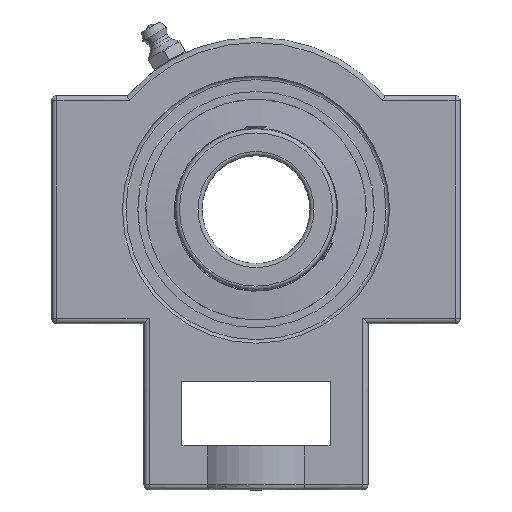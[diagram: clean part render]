
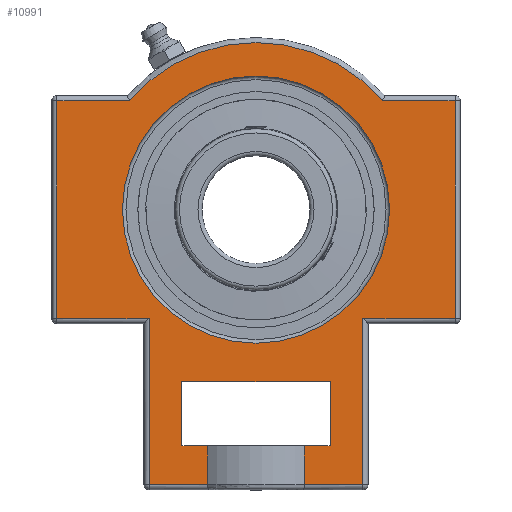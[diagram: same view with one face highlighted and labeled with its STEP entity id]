
A CAD part, top view. The second image highlights one B-rep face of the part: STEP entity #10991.
In plain terms, the highlighted face is planar.
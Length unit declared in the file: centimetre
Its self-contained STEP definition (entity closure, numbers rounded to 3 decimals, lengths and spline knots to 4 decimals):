
#6947=CARTESIAN_POINT('',(-0.,-3.3376,-1.4));
#6948=VERTEX_POINT('',#6947);
#6958=CARTESIAN_POINT('',(0.,3.3376,-1.4));
#6959=VERTEX_POINT('',#6958);
#6960=CARTESIAN_POINT('',(0.,0.,-1.4));
#6961=DIRECTION('',(0.,-0.,1.));
#6962=DIRECTION('',(0.,1.,0.));
#6963=AXIS2_PLACEMENT_3D('',#6960,#6961,#6962);
#6964=CIRCLE('',#6963,3.3376);
#6965=EDGE_CURVE('',#6959,#6948,#6964,.T.);
#6967=CARTESIAN_POINT('',(0.,0.,-1.4));
#6968=DIRECTION('',(0.,-0.,1.));
#6969=DIRECTION('',(0.,1.,0.));
#6970=AXIS2_PLACEMENT_3D('',#6967,#6968,#6969);
#6971=CIRCLE('',#6970,3.3376);
#6972=EDGE_CURVE('',#6948,#6959,#6971,.T.);
#9708=CARTESIAN_POINT('',(-2.673,-6.873,-1.4));
#9709=VERTEX_POINT('',#9708);
#9734=CARTESIAN_POINT('',(2.673,-6.873,-1.4));
#9735=VERTEX_POINT('',#9734);
#9776=CARTESIAN_POINT('',(2.673,-2.723,-1.4));
#9777=VERTEX_POINT('',#9776);
#9778=CARTESIAN_POINT('',(2.673,-7.1397,-1.4));
#9779=DIRECTION('',(0.,1.,0.));
#9780=VECTOR('',#9779,11.5794);
#9781=LINE('',#9778,#9780);
#9782=EDGE_CURVE('',#9735,#9777,#9781,.T.);
#9810=CARTESIAN_POINT('',(-4.973,-2.723,-1.4));
#9811=VERTEX_POINT('',#9810);
#9836=CARTESIAN_POINT('',(4.973,-2.723,-1.4));
#9837=VERTEX_POINT('',#9836);
#9880=CARTESIAN_POINT('',(-4.973,2.723,-1.4));
#9881=VERTEX_POINT('',#9880);
#9906=CARTESIAN_POINT('',(4.973,2.723,-1.4));
#9907=VERTEX_POINT('',#9906);
#9948=CARTESIAN_POINT('',(3.1622,2.723,-1.4));
#9949=VERTEX_POINT('',#9948);
#9950=CARTESIAN_POINT('',(5.2397,2.723,-1.4));
#9951=DIRECTION('',(-1.,0.,0.));
#9952=VECTOR('',#9951,10.4794);
#9953=LINE('',#9950,#9952);
#9954=EDGE_CURVE('',#9907,#9949,#9953,.T.);
#9981=CARTESIAN_POINT('',(-3.1622,2.723,-1.4));
#9982=VERTEX_POINT('',#9981);
#9983=CARTESIAN_POINT('',(0.,0.,-1.4));
#9984=DIRECTION('',(0.,0.,1.));
#9985=DIRECTION('',(-0.,1.,0.));
#9986=AXIS2_PLACEMENT_3D('',#9983,#9984,#9985);
#9987=CIRCLE('',#9986,4.173);
#9988=EDGE_CURVE('',#9949,#9982,#9987,.T.);
#10025=CARTESIAN_POINT('',(5.2397,2.723,-1.4));
#10026=DIRECTION('',(-1.,0.,0.));
#10027=VECTOR('',#10026,10.4794);
#10028=LINE('',#10025,#10027);
#10029=EDGE_CURVE('',#9982,#9881,#10028,.T.);
#10087=CARTESIAN_POINT('',(4.973,-3.0176,-1.4));
#10088=DIRECTION('',(0.,1.,0.));
#10089=VECTOR('',#10088,6.0353);
#10090=LINE('',#10087,#10089);
#10091=EDGE_CURVE('',#9837,#9907,#10090,.T.);
#10141=CARTESIAN_POINT('',(-4.973,3.0176,-1.4));
#10142=DIRECTION('',(0.,-1.,0.));
#10143=VECTOR('',#10142,6.0353);
#10144=LINE('',#10141,#10143);
#10145=EDGE_CURVE('',#9881,#9811,#10144,.T.);
#10187=CARTESIAN_POINT('',(-5.2397,-2.723,-1.4));
#10188=DIRECTION('',(1.,0.,-0.));
#10189=VECTOR('',#10188,10.4794);
#10190=LINE('',#10187,#10189);
#10191=EDGE_CURVE('',#9777,#9837,#10190,.T.);
#10250=CARTESIAN_POINT('',(-2.673,-2.723,-1.4));
#10251=VERTEX_POINT('',#10250);
#10252=CARTESIAN_POINT('',(-5.2397,-2.723,-1.4));
#10253=DIRECTION('',(1.,0.,-0.));
#10254=VECTOR('',#10253,10.4794);
#10255=LINE('',#10252,#10254);
#10256=EDGE_CURVE('',#9811,#10251,#10255,.T.);
#10273=CARTESIAN_POINT('',(-2.673,4.4397,-1.4));
#10274=DIRECTION('',(0.,-1.,0.));
#10275=VECTOR('',#10274,11.5794);
#10276=LINE('',#10273,#10275);
#10277=EDGE_CURVE('',#10251,#9709,#10276,.T.);
#10317=CARTESIAN_POINT('',(1.2093,-6.873,-1.4));
#10318=VERTEX_POINT('',#10317);
#10319=CARTESIAN_POINT('',(-5.2397,-6.873,-1.4));
#10320=DIRECTION('',(1.,0.,-0.));
#10321=VECTOR('',#10320,10.4794);
#10322=LINE('',#10319,#10321);
#10323=EDGE_CURVE('',#10318,#9735,#10322,.T.);
#10390=CARTESIAN_POINT('',(-1.2093,-6.873,-1.4));
#10391=VERTEX_POINT('',#10390);
#10392=CARTESIAN_POINT('',(-5.2397,-6.873,-1.4));
#10393=DIRECTION('',(1.,0.,-0.));
#10394=VECTOR('',#10393,10.4794);
#10395=LINE('',#10392,#10394);
#10396=EDGE_CURVE('',#9709,#10391,#10395,.T.);
#10915=CARTESIAN_POINT('',(-2.089,-1.7367,-1.4));
#10916=DIRECTION('',(0.,0.,1.));
#10917=DIRECTION('',(1.,0.,0.));
#10918=AXIS2_PLACEMENT_3D('',#10915,#10916,#10917);
#10919=PLANE('',#10918);
#10920=ORIENTED_EDGE('',*,*,#10396,.F.);
#10921=ORIENTED_EDGE('',*,*,#10277,.F.);
#10922=ORIENTED_EDGE('',*,*,#10256,.F.);
#10923=ORIENTED_EDGE('',*,*,#10145,.F.);
#10924=ORIENTED_EDGE('',*,*,#10029,.F.);
#10925=ORIENTED_EDGE('',*,*,#9988,.F.);
#10926=ORIENTED_EDGE('',*,*,#9954,.F.);
#10927=ORIENTED_EDGE('',*,*,#10091,.F.);
#10928=ORIENTED_EDGE('',*,*,#10191,.F.);
#10929=ORIENTED_EDGE('',*,*,#9782,.F.);
#10930=ORIENTED_EDGE('',*,*,#10323,.F.);
#10931=CARTESIAN_POINT('',(1.2093,-5.9,-1.4));
#10932=VERTEX_POINT('',#10931);
#10933=CARTESIAN_POINT('',(1.2093,-12351.45,-1.4));
#10934=DIRECTION('',(0.,1.,0.));
#10935=VECTOR('',#10934,24690.);
#10936=LINE('',#10933,#10935);
#10937=EDGE_CURVE('',#10318,#10932,#10936,.T.);
#10938=ORIENTED_EDGE('',*,*,#10937,.T.);
#10939=CARTESIAN_POINT('',(1.85,-5.9,-1.4));
#10940=VERTEX_POINT('',#10939);
#10941=CARTESIAN_POINT('',(12346.85,-5.9,-1.4));
#10942=DIRECTION('',(-1.,0.,0.));
#10943=VECTOR('',#10942,24690.);
#10944=LINE('',#10941,#10943);
#10945=EDGE_CURVE('',#10940,#10932,#10944,.T.);
#10946=ORIENTED_EDGE('',*,*,#10945,.F.);
#10947=CARTESIAN_POINT('',(1.85,-4.3,-1.4));
#10948=VERTEX_POINT('',#10947);
#10949=CARTESIAN_POINT('',(1.85,12340.7,-1.4));
#10950=DIRECTION('',(0.,-1.,0.));
#10951=VECTOR('',#10950,24690.);
#10952=LINE('',#10949,#10951);
#10953=EDGE_CURVE('',#10948,#10940,#10952,.T.);
#10954=ORIENTED_EDGE('',*,*,#10953,.F.);
#10955=CARTESIAN_POINT('',(-1.85,-4.3,-1.4));
#10956=VERTEX_POINT('',#10955);
#10957=CARTESIAN_POINT('',(-12345.,-4.3,-1.4));
#10958=DIRECTION('',(1.,0.,-0.));
#10959=VECTOR('',#10958,24690.);
#10960=LINE('',#10957,#10959);
#10961=EDGE_CURVE('',#10956,#10948,#10960,.T.);
#10962=ORIENTED_EDGE('',*,*,#10961,.F.);
#10963=CARTESIAN_POINT('',(-1.85,-5.9,-1.4));
#10964=VERTEX_POINT('',#10963);
#10965=CARTESIAN_POINT('',(-1.85,-12349.3,-1.4));
#10966=DIRECTION('',(0.,1.,0.));
#10967=VECTOR('',#10966,24690.);
#10968=LINE('',#10965,#10967);
#10969=EDGE_CURVE('',#10964,#10956,#10968,.T.);
#10970=ORIENTED_EDGE('',*,*,#10969,.F.);
#10971=CARTESIAN_POINT('',(-1.2093,-5.9,-1.4));
#10972=VERTEX_POINT('',#10971);
#10973=CARTESIAN_POINT('',(12346.85,-5.9,-1.4));
#10974=DIRECTION('',(-1.,0.,0.));
#10975=VECTOR('',#10974,24690.);
#10976=LINE('',#10973,#10975);
#10977=EDGE_CURVE('',#10972,#10964,#10976,.T.);
#10978=ORIENTED_EDGE('',*,*,#10977,.F.);
#10979=CARTESIAN_POINT('',(-1.2093,12338.55,-1.4));
#10980=DIRECTION('',(0.,-1.,0.));
#10981=VECTOR('',#10980,24690.);
#10982=LINE('',#10979,#10981);
#10983=EDGE_CURVE('',#10972,#10391,#10982,.T.);
#10984=ORIENTED_EDGE('',*,*,#10983,.T.);
#10985=EDGE_LOOP('',(#10920,#10921,#10922,#10923,#10924,#10925,#10926,#10927,#10928,#10929,#10930,#10938,#10946,#10954,#10962,#10970,#10978,#10984));
#10986=FACE_BOUND('',#10985,.T.);
#10987=ORIENTED_EDGE('',*,*,#6965,.T.);
#10988=ORIENTED_EDGE('',*,*,#6972,.T.);
#10989=EDGE_LOOP('',(#10987,#10988));
#10990=FACE_BOUND('',#10989,.T.);
#10991=ADVANCED_FACE('',(#10986,#10990),#10919,.F.);
